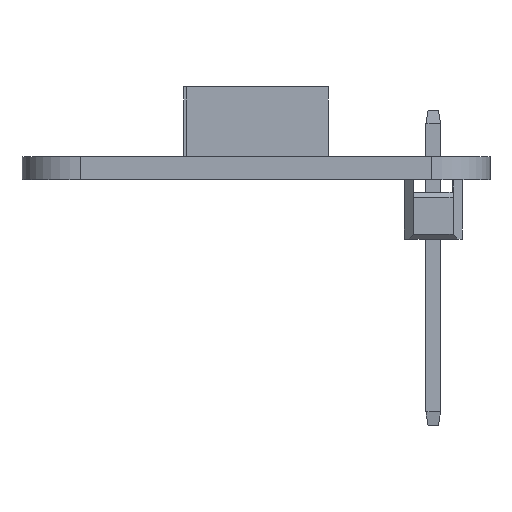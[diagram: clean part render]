
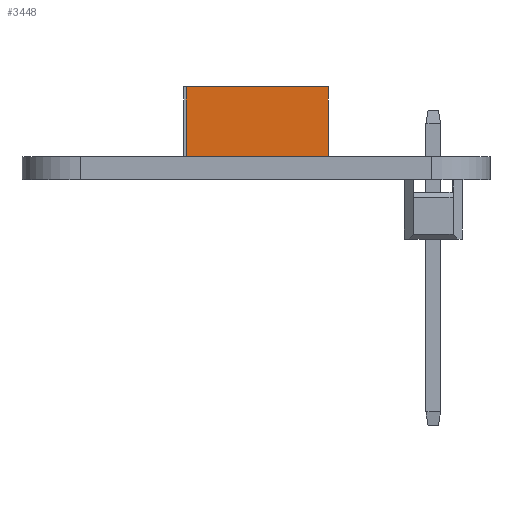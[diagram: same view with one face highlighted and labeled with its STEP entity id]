
A CAD part, left-side view. The second image highlights one B-rep face of the part: STEP entity #3448.
In plain terms, the highlighted planar face has unit normal (-1, 0, 0).
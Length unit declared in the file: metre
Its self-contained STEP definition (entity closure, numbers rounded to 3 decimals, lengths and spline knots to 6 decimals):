
#220=ORIENTED_EDGE('',*,*,#1122,.F.);
#221=ORIENTED_EDGE('',*,*,#1129,.F.);
#222=ORIENTED_EDGE('',*,*,#1130,.F.);
#223=ORIENTED_EDGE('',*,*,#1127,.T.);
#1122=EDGE_CURVE('',#1596,#1597,#1884,.T.);
#1127=EDGE_CURVE('',#1600,#1597,#1889,.T.);
#1129=EDGE_CURVE('',#1601,#1596,#1891,.T.);
#1130=EDGE_CURVE('',#1600,#1601,#1892,.T.);
#1596=VERTEX_POINT('',#4939);
#1597=VERTEX_POINT('',#4941);
#1600=VERTEX_POINT('',#4952);
#1601=VERTEX_POINT('',#4956);
#1884=LINE('',#4940,#2330);
#1889=LINE('',#4951,#2335);
#1891=LINE('',#4955,#2337);
#1892=LINE('',#4957,#2338);
#2330=VECTOR('',#4029,1.);
#2335=VECTOR('',#4040,1.);
#2337=VECTOR('',#4044,1.);
#2338=VECTOR('',#4045,1.);
#2824=EDGE_LOOP('',(#220,#221,#222,#223));
#3070=FACE_BOUND('',#2824,.T.);
#3254=PLANE('',#3713);
#3448=ADVANCED_FACE('',(#3070),#3254,.F.);
#3713=AXIS2_PLACEMENT_3D('',#4954,#4042,#4043);
#4029=DIRECTION('',(0.,1.,0.));
#4040=DIRECTION('',(0.,0.,-1.));
#4042=DIRECTION('',(1.,0.,0.));
#4043=DIRECTION('',(0.,0.,-1.));
#4044=DIRECTION('',(0.,0.,-1.));
#4045=DIRECTION('',(0.,-1.,0.));
#4939=CARTESIAN_POINT('',(-0.012247,-0.0031,0.001));
#4940=CARTESIAN_POINT('',(-0.012247,0.,0.001));
#4941=CARTESIAN_POINT('',(-0.012247,0.002999,0.001));
#4951=CARTESIAN_POINT('',(-0.012247,0.002999,0.004));
#4952=CARTESIAN_POINT('',(-0.012247,0.002999,0.004));
#4954=CARTESIAN_POINT('',(-0.012247,-0.00005,0.004));
#4955=CARTESIAN_POINT('',(-0.012247,-0.0031,0.004));
#4956=CARTESIAN_POINT('',(-0.012247,-0.0031,0.004));
#4957=CARTESIAN_POINT('',(-0.012247,-0.00005,0.004));
